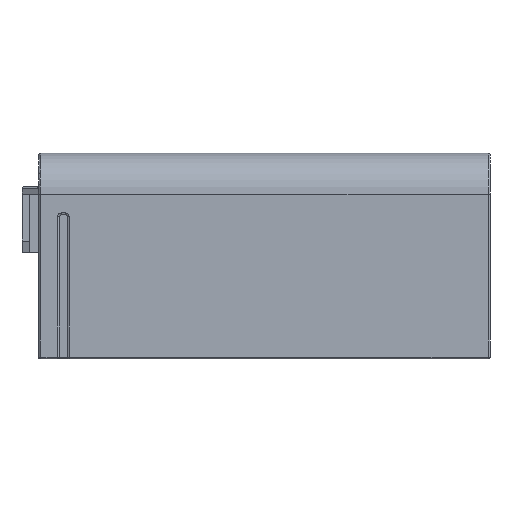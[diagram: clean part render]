
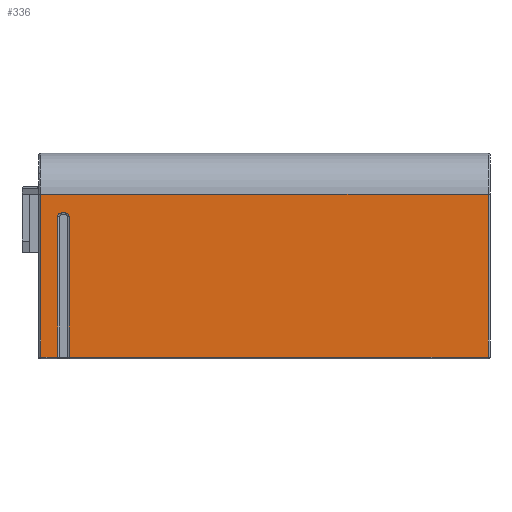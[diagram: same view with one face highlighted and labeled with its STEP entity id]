
A CAD part, front view. The second image highlights one B-rep face of the part: STEP entity #336.
In plain terms, the highlighted planar face has unit normal (0, -1, 0).
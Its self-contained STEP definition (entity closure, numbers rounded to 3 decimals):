
#178=PLANE('',#4064);
#336=ADVANCED_FACE('',(#669),#178,.T.);
#669=FACE_OUTER_BOUND('',#902,.T.);
#902=EDGE_LOOP('',(#1956,#1957,#1958,#1959,#1960,#1961,#1962,#1963,#1964,
#1965));
#1239=LINE('',#5929,#1542);
#1240=LINE('',#5932,#1543);
#1241=LINE('',#5934,#1544);
#1242=LINE('',#5936,#1545);
#1243=LINE('',#5938,#1546);
#1244=LINE('',#5942,#1547);
#1245=LINE('',#5946,#1548);
#1246=LINE('',#5948,#1549);
#1542=VECTOR('',#4722,1.);
#1543=VECTOR('',#4723,1.);
#1544=VECTOR('',#4724,1.);
#1545=VECTOR('',#4725,1.);
#1546=VECTOR('',#4726,1.);
#1547=VECTOR('',#4729,1.);
#1548=VECTOR('',#4732,1.);
#1549=VECTOR('',#4733,1.);
#1956=ORIENTED_EDGE('',*,*,#3366,.F.);
#1957=ORIENTED_EDGE('',*,*,#3367,.F.);
#1958=ORIENTED_EDGE('',*,*,#3368,.F.);
#1959=ORIENTED_EDGE('',*,*,#3369,.F.);
#1960=ORIENTED_EDGE('',*,*,#3370,.F.);
#1961=ORIENTED_EDGE('',*,*,#3371,.F.);
#1962=ORIENTED_EDGE('',*,*,#3372,.F.);
#1963=ORIENTED_EDGE('',*,*,#3373,.F.);
#1964=ORIENTED_EDGE('',*,*,#3374,.F.);
#1965=ORIENTED_EDGE('',*,*,#3375,.F.);
#2980=VERTEX_POINT('',#5930);
#2981=VERTEX_POINT('',#5931);
#2982=VERTEX_POINT('',#5933);
#2983=VERTEX_POINT('',#5935);
#2984=VERTEX_POINT('',#5937);
#2985=VERTEX_POINT('',#5939);
#2986=VERTEX_POINT('',#5941);
#2987=VERTEX_POINT('',#5943);
#2988=VERTEX_POINT('',#5945);
#2989=VERTEX_POINT('',#5947);
#3366=EDGE_CURVE('',#2980,#2981,#1239,.T.);
#3367=EDGE_CURVE('',#2982,#2980,#1240,.T.);
#3368=EDGE_CURVE('',#2983,#2982,#1241,.T.);
#3369=EDGE_CURVE('',#2984,#2983,#1242,.T.);
#3370=EDGE_CURVE('',#2985,#2984,#1243,.T.);
#3371=EDGE_CURVE('',#2986,#2985,#3806,.T.);
#3372=EDGE_CURVE('',#2987,#2986,#1244,.T.);
#3373=EDGE_CURVE('',#2988,#2987,#3807,.T.);
#3374=EDGE_CURVE('',#2989,#2988,#1245,.T.);
#3375=EDGE_CURVE('',#2981,#2989,#1246,.T.);
#3806=CIRCLE('',#4062,1.);
#3807=CIRCLE('',#4063,1.);
#4062=AXIS2_PLACEMENT_3D('',#5940,#4727,#4728);
#4063=AXIS2_PLACEMENT_3D('',#5944,#4730,#4731);
#4064=AXIS2_PLACEMENT_3D('',#5949,#4734,#4735);
#4722=DIRECTION('',(0.,0.,-1.));
#4723=DIRECTION('',(1.,0.,0.));
#4724=DIRECTION('',(0.,0.,1.));
#4725=DIRECTION('',(-1.,0.,0.));
#4726=DIRECTION('',(0.,0.,-1.));
#4727=DIRECTION('',(0.,-1.,0.));
#4728=DIRECTION('',(-0.707,0.,0.707));
#4729=DIRECTION('',(-1.,0.,0.));
#4730=DIRECTION('',(0.,-1.,0.));
#4731=DIRECTION('',(0.707,0.,0.707));
#4732=DIRECTION('',(0.,0.,1.));
#4733=DIRECTION('',(-1.,0.,0.));
#4734=DIRECTION('',(0.,-1.,0.));
#4735=DIRECTION('',(0.,0.,1.));
#5929=CARTESIAN_POINT('',(65.,-2.5,76.25));
#5930=CARTESIAN_POINT('',(65.,-2.5,79.));
#5931=CARTESIAN_POINT('',(65.,-2.5,35.5));
#5932=CARTESIAN_POINT('',(-57.,-2.5,79.));
#5933=CARTESIAN_POINT('',(-54.5,-2.5,79.));
#5934=CARTESIAN_POINT('',(-54.5,-2.5,81.75));
#5935=CARTESIAN_POINT('',(-54.5,-2.5,35.5));
#5936=CARTESIAN_POINT('',(-55.875,-2.5,35.5));
#5937=CARTESIAN_POINT('',(-50.,-2.5,35.5));
#5938=CARTESIAN_POINT('',(-50.,-2.5,81.75));
#5939=CARTESIAN_POINT('',(-50.,-2.5,73.));
#5940=CARTESIAN_POINT('',(-49.,-2.5,73.));
#5941=CARTESIAN_POINT('',(-49.,-2.5,74.));
#5942=CARTESIAN_POINT('',(-57.13,-2.5,74.));
#5943=CARTESIAN_POINT('',(-47.9,-2.5,74.));
#5944=CARTESIAN_POINT('',(-47.9,-2.5,73.));
#5945=CARTESIAN_POINT('',(-46.9,-2.5,73.));
#5946=CARTESIAN_POINT('',(-46.9,-2.5,62.5));
#5947=CARTESIAN_POINT('',(-46.9,-2.5,35.5));
#5948=CARTESIAN_POINT('',(-59.5,-2.5,35.5));
#5949=CARTESIAN_POINT('',(-59.5,-2.5,90.));
